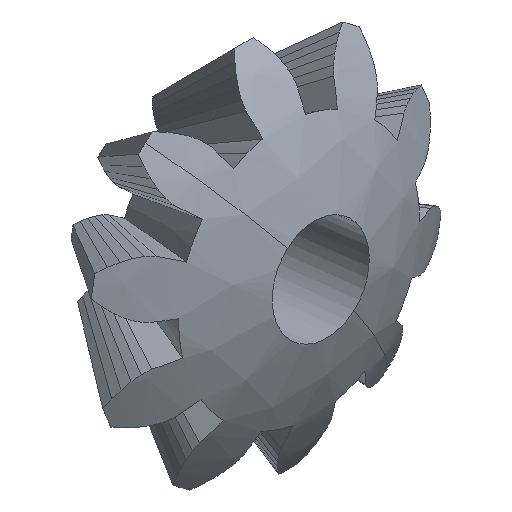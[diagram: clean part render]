
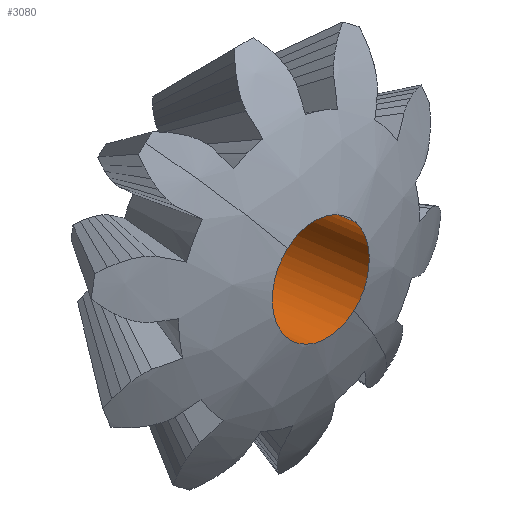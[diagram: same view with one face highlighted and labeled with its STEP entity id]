
A CAD part, isometric view. The second image highlights one B-rep face of the part: STEP entity #3080.
In plain terms, the highlighted cylindrical face has radius 9.525 mm (diameter 19.05 mm), a partial arc.
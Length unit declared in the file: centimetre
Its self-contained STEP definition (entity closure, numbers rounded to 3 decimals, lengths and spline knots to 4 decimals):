
#143 = DIRECTION ( 'NONE',  ( -1., 0., 0. ) ) ;
#161 = EDGE_LOOP ( 'NONE', ( #889, #1022, #4161, #1921, #898, #5098 ) ) ;
#315 = CARTESIAN_POINT ( 'NONE',  ( 0., 87.05, 7.1947 ) ) ;
#445 = LINE ( 'NONE', #2216, #5517 ) ;
#498 = CIRCLE ( 'NONE', #948, 0.9525 ) ;
#503 = AXIS2_PLACEMENT_3D ( 'NONE', #1668, #1150, #4340 ) ;
#588 = VERTEX_POINT ( 'NONE', #1820 ) ;
#704 = VERTEX_POINT ( 'NONE', #3866 ) ;
#708 = LINE ( 'NONE', #4665, #2250 ) ;
#741 = EDGE_CURVE ( 'NONE', #588, #3601, #4488, .T. ) ;
#744 = FACE_OUTER_BOUND ( 'NONE', #161, .T. ) ;
#745 = DIRECTION ( 'NONE',  ( 0., 0., -1. ) ) ;
#889 = ORIENTED_EDGE ( 'NONE', *, *, #1145, .F. ) ;
#898 = ORIENTED_EDGE ( 'NONE', *, *, #2915, .T. ) ;
#916 = CARTESIAN_POINT ( 'NONE',  ( 0., 88.0025, 5.6351 ) ) ;
#948 = AXIS2_PLACEMENT_3D ( 'NONE', #2821, #4546, #5346 ) ;
#996 = VERTEX_POINT ( 'NONE', #3958 ) ;
#1022 = ORIENTED_EDGE ( 'NONE', *, *, #3800, .F. ) ;
#1060 = DIRECTION ( 'NONE',  ( 0., 0., -1. ) ) ;
#1145 = EDGE_CURVE ( 'NONE', #996, #5212, #708, .T. ) ;
#1150 = DIRECTION ( 'NONE',  ( 0., 0., -1. ) ) ;
#1411 = AXIS2_PLACEMENT_3D ( 'NONE', #315, #3865, #2986 ) ;
#1650 = DIRECTION ( 'NONE',  ( 0., 0., -1. ) ) ;
#1668 = CARTESIAN_POINT ( 'NONE',  ( 0., 87.05, 5.6351 ) ) ;
#1820 = CARTESIAN_POINT ( 'NONE',  ( -0.9525, 87.05, 5.6351 ) ) ;
#1921 = ORIENTED_EDGE ( 'NONE', *, *, #4272, .T. ) ;
#1953 = EDGE_CURVE ( 'NONE', #5374, #5212, #2828, .T. ) ;
#1964 = AXIS2_PLACEMENT_3D ( 'NONE', #4702, #745, #4224 ) ;
#2200 = CARTESIAN_POINT ( 'NONE',  ( 0.2943, 87.9559, 3.2733 ) ) ;
#2216 = CARTESIAN_POINT ( 'NONE',  ( -0.9525, 87.05, 7.1947 ) ) ;
#2250 = VECTOR ( 'NONE', #4244, 100. ) ;
#2366 = CIRCLE ( 'NONE', #503, 0.9525 ) ;
#2821 = CARTESIAN_POINT ( 'NONE',  ( 0., 87.05, 3.2733 ) ) ;
#2828 = CIRCLE ( 'NONE', #2914, 0.9525 ) ;
#2914 = AXIS2_PLACEMENT_3D ( 'NONE', #5057, #1060, #143 ) ;
#2915 = EDGE_CURVE ( 'NONE', #704, #5374, #498, .T. ) ;
#2986 = DIRECTION ( 'NONE',  ( -1., 0., 0. ) ) ;
#3080 = ADVANCED_FACE ( 'NONE', ( #744 ), #4305, .F. ) ;
#3601 = VERTEX_POINT ( 'NONE', #916 ) ;
#3800 = EDGE_CURVE ( 'NONE', #3601, #996, #2366, .T. ) ;
#3865 = DIRECTION ( 'NONE',  ( 0., 0., -1. ) ) ;
#3866 = CARTESIAN_POINT ( 'NONE',  ( -0.9525, 87.05, 3.2733 ) ) ;
#3958 = CARTESIAN_POINT ( 'NONE',  ( 0.9525, 87.05, 5.6351 ) ) ;
#4161 = ORIENTED_EDGE ( 'NONE', *, *, #741, .F. ) ;
#4224 = DIRECTION ( 'NONE',  ( -1., 0., 0. ) ) ;
#4244 = DIRECTION ( 'NONE',  ( 0., 0., -1. ) ) ;
#4272 = EDGE_CURVE ( 'NONE', #588, #704, #445, .T. ) ;
#4305 = CYLINDRICAL_SURFACE ( 'NONE', #1411, 0.9525 ) ;
#4340 = DIRECTION ( 'NONE',  ( -1., 0., 0. ) ) ;
#4488 = CIRCLE ( 'NONE', #1964, 0.9525 ) ;
#4546 = DIRECTION ( 'NONE',  ( 0., 0., -1. ) ) ;
#4665 = CARTESIAN_POINT ( 'NONE',  ( 0.9525, 87.05, 7.1947 ) ) ;
#4702 = CARTESIAN_POINT ( 'NONE',  ( 0., 87.05, 5.6351 ) ) ;
#5057 = CARTESIAN_POINT ( 'NONE',  ( 0., 87.05, 3.2733 ) ) ;
#5098 = ORIENTED_EDGE ( 'NONE', *, *, #1953, .T. ) ;
#5212 = VERTEX_POINT ( 'NONE', #5514 ) ;
#5346 = DIRECTION ( 'NONE',  ( -1., 0., 0. ) ) ;
#5374 = VERTEX_POINT ( 'NONE', #2200 ) ;
#5514 = CARTESIAN_POINT ( 'NONE',  ( 0.9525, 87.05, 3.2733 ) ) ;
#5517 = VECTOR ( 'NONE', #1650, 100. ) ;
